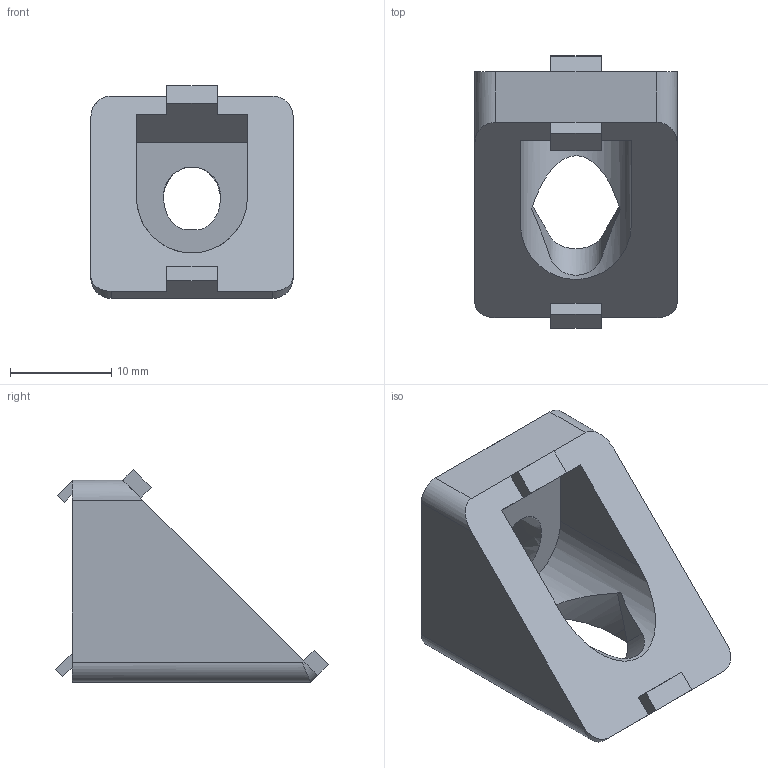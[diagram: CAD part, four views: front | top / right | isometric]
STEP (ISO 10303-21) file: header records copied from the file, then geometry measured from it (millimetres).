
FILE_DESCRIPTION(/* description */ ('Winkelverbinder 20 45° alufarbig lackiert'),/* implementation_level */ '2;1');
FILE_NAME(/* name */ '252655008 Winkelverbinder 20-45 alufarbig.stp',/* time_stamp */ '2019-11-19T16:57:08+01:00',/* author */ ('wheldmann'),/* organization */ (''),/* preprocessor_version */ 'ST-DEVELOPER v17.2',/* originating_system */ 'Autodesk Inventor 2019',/* authorisation */ ' ');
FILE_SCHEMA (('AUTOMOTIVE_DESIGN { 1 0 10303 214 3 1 1 }'));
Length unit declared in the file: millimetre
Products named in the file (1): 252655008
Bounding box: 20 x 26.99 x 21.06 mm (x, y, z)
Volume: 3896.5 mm3; surface area: 2715.4 mm2
Topology: 1 solids, 1 shells, 66 faces, 170 edges, 109 vertices
Faces by surface type: plane 44, cylinder 21, bspline 1
Entity records: 3325 total; most frequent: CARTESIAN_POINT 1646, ORIENTED_EDGE 340, DIRECTION 334, EDGE_CURVE 170, LINE 132, VECTOR 132, VERTEX_POINT 109, AXIS2_PLACEMENT_3D 101
